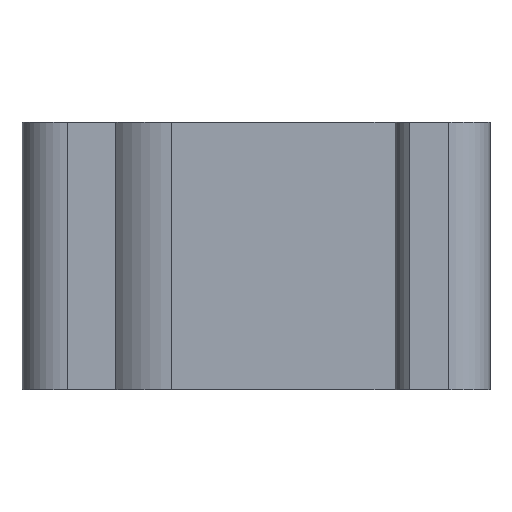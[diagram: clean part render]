
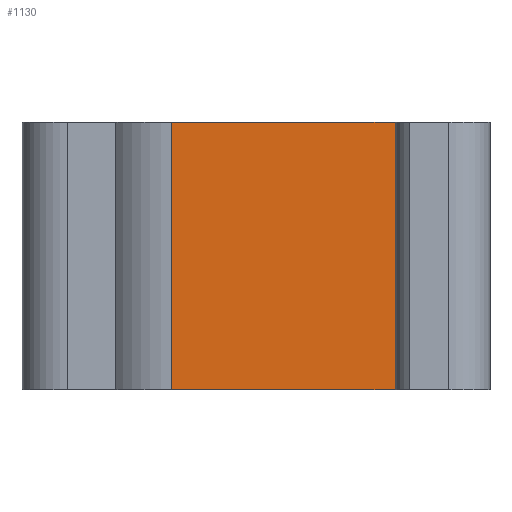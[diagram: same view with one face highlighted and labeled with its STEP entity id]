
A CAD part, front view. The second image highlights one B-rep face of the part: STEP entity #1130.
In plain terms, the highlighted planar face has unit normal (0, -1, 0).
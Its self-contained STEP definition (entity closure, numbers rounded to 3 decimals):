
#490 = VERTEX_POINT('',#491);
#491 = CARTESIAN_POINT('',(16.35,-7.85,29.35));
#498 = EDGE_CURVE('',#490,#499,#501,.T.);
#499 = VERTEX_POINT('',#500);
#500 = CARTESIAN_POINT('',(40.896,-7.85,29.35));
#501 = LINE('',#502,#503);
#502 = CARTESIAN_POINT('',(16.35,-7.85,29.35));
#503 = VECTOR('',#504,1.);
#504 = DIRECTION('',(1.,0.,0.));
#1110 = EDGE_CURVE('',#499,#1111,#1113,.T.);
#1111 = VERTEX_POINT('',#1112);
#1112 = CARTESIAN_POINT('',(40.896,-7.85,0.));
#1113 = LINE('',#1114,#1115);
#1114 = CARTESIAN_POINT('',(40.896,-7.85,29.35));
#1115 = VECTOR('',#1116,1.);
#1116 = DIRECTION('',(0.,0.,-1.));
#1130 = ADVANCED_FACE('',(#1131),#1149,.T.);
#1131 = FACE_BOUND('',#1132,.T.);
#1132 = EDGE_LOOP('',(#1133,#1134,#1142,#1148));
#1133 = ORIENTED_EDGE('',*,*,#498,.F.);
#1134 = ORIENTED_EDGE('',*,*,#1135,.T.);
#1135 = EDGE_CURVE('',#490,#1136,#1138,.T.);
#1136 = VERTEX_POINT('',#1137);
#1137 = CARTESIAN_POINT('',(16.35,-7.85,0.));
#1138 = LINE('',#1139,#1140);
#1139 = CARTESIAN_POINT('',(16.35,-7.85,29.35));
#1140 = VECTOR('',#1141,1.);
#1141 = DIRECTION('',(0.,0.,-1.));
#1142 = ORIENTED_EDGE('',*,*,#1143,.T.);
#1143 = EDGE_CURVE('',#1136,#1111,#1144,.T.);
#1144 = LINE('',#1145,#1146);
#1145 = CARTESIAN_POINT('',(8.175,-7.85,0.));
#1146 = VECTOR('',#1147,1.);
#1147 = DIRECTION('',(1.,0.,0.));
#1148 = ORIENTED_EDGE('',*,*,#1110,.F.);
#1149 = PLANE('',#1150);
#1150 = AXIS2_PLACEMENT_3D('',#1151,#1152,#1153);
#1151 = CARTESIAN_POINT('',(16.35,-7.85,29.35));
#1152 = DIRECTION('',(0.,-1.,0.));
#1153 = DIRECTION('',(1.,0.,0.));
